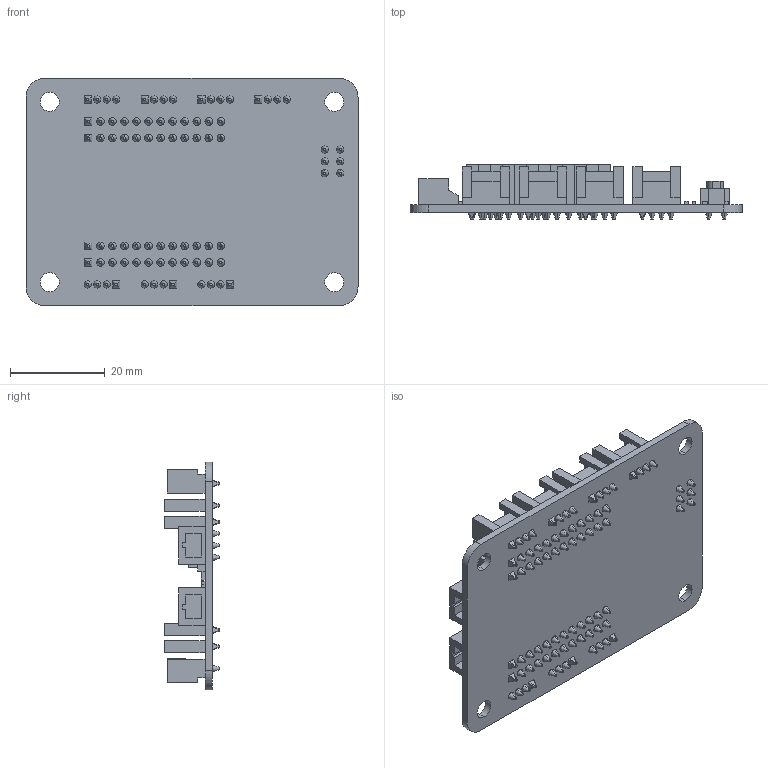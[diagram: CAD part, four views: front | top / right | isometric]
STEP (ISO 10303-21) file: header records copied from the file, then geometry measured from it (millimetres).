
FILE_DESCRIPTION (( 'STEP AP214' ), '1' );
FILE_NAME ('ONEbaseboard.STEP', '2016-11-28T13:32:26', ( '' ), ( '' ), 'SwSTEP 2.0', 'SolidWorks 2013', '' );
FILE_SCHEMA (( 'AUTOMOTIVE_DESIGN' ));
Length unit declared in the file: millimetre
Products named in the file (5): base pcb; headers; ONEbaseboard; grove; button pins
Assembly tree (13 placements, depth 2):
  ONEbaseboard
    base pcb
    headers  x4
    grove  x7
    button pins
Bounding box: 70 x 11.5 x 48 mm (x, y, z)
Volume: 8698.7 mm3; surface area: 19509.5 mm2
Topology: 62 solids, 62 shells, 1877 faces, 4436 edges, 2774 vertices
Faces by surface type: plane 1323, cylinder 340, cone 142, bspline 72
Entity records: 23450 total; most frequent: CARTESIAN_POINT 3967, DIRECTION 3580, ORIENTED_EDGE 3492, EDGE_CURVE 1746, VECTOR 1258, LINE 1258, AXIS2_PLACEMENT_3D 1161, VERTEX_POINT 1124
